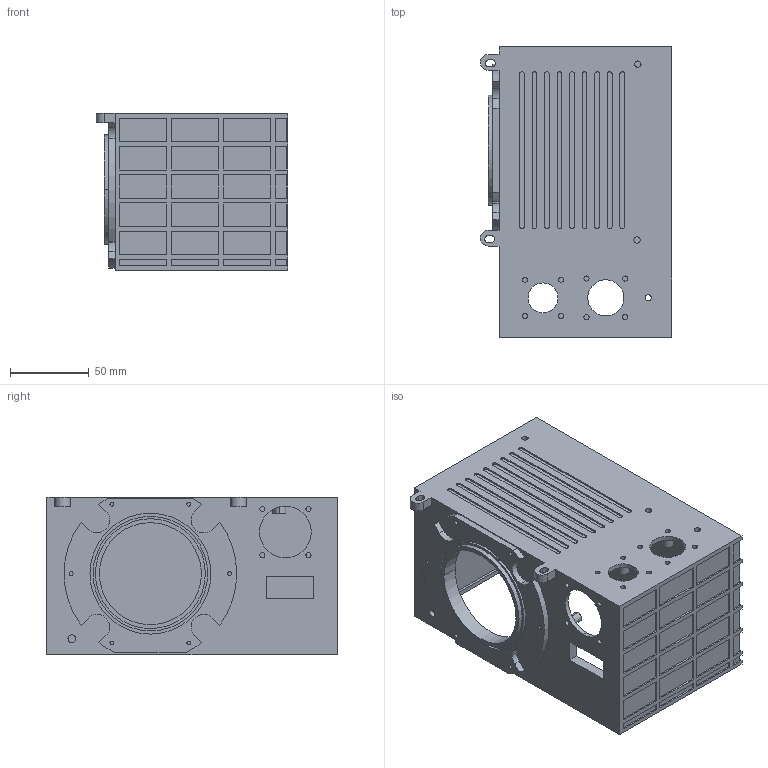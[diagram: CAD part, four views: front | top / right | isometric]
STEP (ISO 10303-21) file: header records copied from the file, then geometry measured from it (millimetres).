
FILE_DESCRIPTION (( 'STEP AP214' ), '1' );
FILE_NAME ('源倛眊极.STEP', '2025-03-18T06:53:22', ( 'Windows 蚚誧' ), ( '' ), 'SwSTEP 2.0', 'SolidWorks 2020', '' );
FILE_SCHEMA (( 'AUTOMOTIVE_DESIGN' ));
Length unit declared in the file: millimetre
Products named in the file (1): 源倛眊极
Bounding box: 122 x 185 x 100 mm (x, y, z)
Volume: 217331.9 mm3; surface area: 170395.3 mm2
Topology: 1 solids, 1 shells, 824 faces, 2038 edges, 1350 vertices
Faces by surface type: plane 595, cylinder 207, torus 22
Entity records: 24966 total; most frequent: CARTESIAN_POINT 4313, DIRECTION 4130, ORIENTED_EDGE 4076, EDGE_CURVE 2038, LINE 1580, VECTOR 1580, VERTEX_POINT 1350, AXIS2_PLACEMENT_3D 1275
